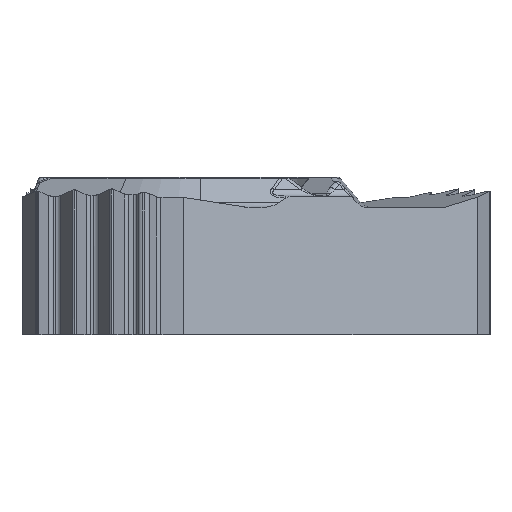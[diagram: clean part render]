
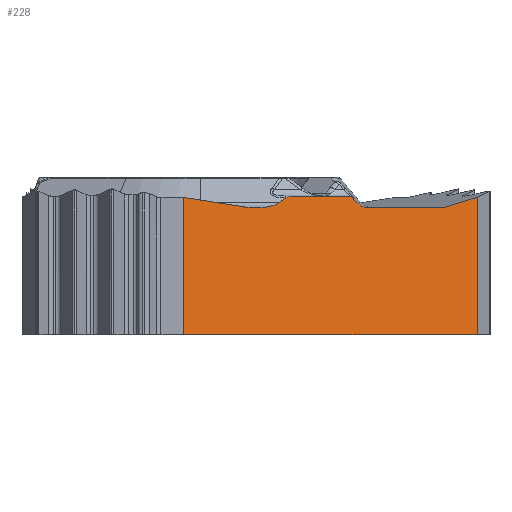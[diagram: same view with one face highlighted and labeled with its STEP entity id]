
A CAD part, front view. The second image highlights one B-rep face of the part: STEP entity #228.
In plain terms, the highlighted planar face has unit normal (0.5, -0.866, 0).
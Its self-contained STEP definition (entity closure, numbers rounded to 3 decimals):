
#228=ADVANCED_FACE('',(#566),#486,.F.);
#486=PLANE('',#4539);
#566=FACE_OUTER_BOUND('',#818,.T.);
#818=EDGE_LOOP('',(#1417,#1418,#1419,#1420,#1421,#1422,#1423,#1424,#1425,
#1426,#1427,#1428,#1429,#1430,#1431,#1432));
#1104=ELLIPSE('',#4534,0.489,0.415);
#1105=ELLIPSE('',#4535,0.177,0.15);
#1106=ELLIPSE('',#4536,0.3,0.15);
#1107=ELLIPSE('',#4537,0.83,0.415);
#1108=ELLIPSE('',#4538,0.83,0.415);
#1189=CIRCLE('',#4533,0.415);
#1417=ORIENTED_EDGE('',*,*,#3149,.T.);
#1418=ORIENTED_EDGE('',*,*,#3150,.F.);
#1419=ORIENTED_EDGE('',*,*,#3151,.T.);
#1420=ORIENTED_EDGE('',*,*,#3152,.T.);
#1421=ORIENTED_EDGE('',*,*,#3153,.F.);
#1422=ORIENTED_EDGE('',*,*,#3154,.T.);
#1423=ORIENTED_EDGE('',*,*,#3155,.F.);
#1424=ORIENTED_EDGE('',*,*,#3156,.F.);
#1425=ORIENTED_EDGE('',*,*,#3157,.T.);
#1426=ORIENTED_EDGE('',*,*,#3158,.F.);
#1427=ORIENTED_EDGE('',*,*,#3159,.F.);
#1428=ORIENTED_EDGE('',*,*,#3160,.T.);
#1429=ORIENTED_EDGE('',*,*,#3161,.F.);
#1430=ORIENTED_EDGE('',*,*,#3162,.T.);
#1431=ORIENTED_EDGE('',*,*,#3163,.T.);
#1432=ORIENTED_EDGE('',*,*,#3164,.F.);
#2737=VERTEX_POINT('',#6984);
#2738=VERTEX_POINT('',#6985);
#2739=VERTEX_POINT('',#6987);
#2740=VERTEX_POINT('',#6989);
#2741=VERTEX_POINT('',#6991);
#2742=VERTEX_POINT('',#6993);
#2743=VERTEX_POINT('',#6995);
#2744=VERTEX_POINT('',#6997);
#2745=VERTEX_POINT('',#6999);
#2746=VERTEX_POINT('',#7001);
#2747=VERTEX_POINT('',#7003);
#2748=VERTEX_POINT('',#7005);
#2749=VERTEX_POINT('',#7007);
#2750=VERTEX_POINT('',#7009);
#2751=VERTEX_POINT('',#7011);
#2752=VERTEX_POINT('',#7013);
#3149=EDGE_CURVE('',#2737,#2738,#3784,.T.);
#3150=EDGE_CURVE('',#2739,#2738,#3785,.T.);
#3151=EDGE_CURVE('',#2739,#2740,#3786,.T.);
#3152=EDGE_CURVE('',#2740,#2741,#1189,.T.);
#3153=EDGE_CURVE('',#2742,#2741,#3787,.T.);
#3154=EDGE_CURVE('',#2742,#2743,#1104,.T.);
#3155=EDGE_CURVE('',#2744,#2743,#3788,.T.);
#3156=EDGE_CURVE('',#2745,#2744,#1105,.T.);
#3157=EDGE_CURVE('',#2745,#2746,#3789,.T.);
#3158=EDGE_CURVE('',#2747,#2746,#1106,.T.);
#3159=EDGE_CURVE('',#2748,#2747,#3790,.T.);
#3160=EDGE_CURVE('',#2748,#2749,#1107,.T.);
#3161=EDGE_CURVE('',#2750,#2749,#3791,.T.);
#3162=EDGE_CURVE('',#2750,#2751,#1108,.T.);
#3163=EDGE_CURVE('',#2751,#2752,#3792,.T.);
#3164=EDGE_CURVE('',#2737,#2752,#3793,.T.);
#3784=LINE('',#6983,#4120);
#3785=LINE('',#6986,#4121);
#3786=LINE('',#6988,#4122);
#3787=LINE('',#6992,#4123);
#3788=LINE('',#6996,#4124);
#3789=LINE('',#7000,#4125);
#3790=LINE('',#7004,#4126);
#3791=LINE('',#7008,#4127);
#3792=LINE('',#7012,#4128);
#3793=LINE('',#7014,#4129);
#4120=VECTOR('',#5085,1.);
#4121=VECTOR('',#5086,1.);
#4122=VECTOR('',#5087,1.);
#4123=VECTOR('',#5090,1.);
#4124=VECTOR('',#5093,1.);
#4125=VECTOR('',#5096,1.);
#4126=VECTOR('',#5099,1.);
#4127=VECTOR('',#5102,1.);
#4128=VECTOR('',#5105,1.);
#4129=VECTOR('',#5106,1.);
#4533=AXIS2_PLACEMENT_3D('',#6990,#5088,#5089);
#4534=AXIS2_PLACEMENT_3D('',#6994,#5091,#5092);
#4535=AXIS2_PLACEMENT_3D('',#6998,#5094,#5095);
#4536=AXIS2_PLACEMENT_3D('',#7002,#5097,#5098);
#4537=AXIS2_PLACEMENT_3D('',#7006,#5100,#5101);
#4538=AXIS2_PLACEMENT_3D('',#7010,#5103,#5104);
#4539=AXIS2_PLACEMENT_3D('',#7015,#5107,#5108);
#5085=DIRECTION('',(0.866,0.5,0.));
#5086=DIRECTION('',(0.,0.,-1.));
#5087=DIRECTION('',(-0.837,-0.483,-0.259));
#5088=DIRECTION('',(-0.5,0.866,0.));
#5089=DIRECTION('',(-0.866,-0.5,0.));
#5090=DIRECTION('',(0.866,0.5,0.));
#5091=DIRECTION('',(-0.5,0.866,0.));
#5092=DIRECTION('',(-0.866,-0.5,0.));
#5093=DIRECTION('',(0.609,0.352,-0.711));
#5094=DIRECTION('',(-0.5,0.866,0.));
#5095=DIRECTION('',(0.866,0.5,0.));
#5096=DIRECTION('',(-0.866,-0.5,0.));
#5097=DIRECTION('',(-0.5,0.866,0.));
#5098=DIRECTION('',(-0.866,-0.5,0.));
#5099=DIRECTION('',(0.744,0.43,0.512));
#5100=DIRECTION('',(-0.5,0.866,0.));
#5101=DIRECTION('',(-0.866,-0.5,0.));
#5102=DIRECTION('',(0.866,0.5,0.));
#5103=DIRECTION('',(-0.5,0.866,0.));
#5104=DIRECTION('',(0.866,0.5,0.));
#5105=DIRECTION('',(-0.858,-0.496,0.133));
#5106=DIRECTION('',(0.,0.,1.));
#5107=DIRECTION('',(-0.5,0.866,0.));
#5108=DIRECTION('',(-0.866,-0.5,0.));
#6983=CARTESIAN_POINT('',(8.733,-0.457,-3.97));
#6984=CARTESIAN_POINT('',(-0.448,-5.758,-3.97));
#6985=CARTESIAN_POINT('',(7.394,-1.23,-3.97));
#6986=CARTESIAN_POINT('',(7.394,-1.23,0.));
#6987=CARTESIAN_POINT('',(7.394,-1.23,-0.298));
#6988=CARTESIAN_POINT('',(-3.145,-7.315,-3.559));
#6989=CARTESIAN_POINT('',(6.512,-1.74,-0.571));
#6990=CARTESIAN_POINT('',(6.419,-1.793,-0.17));
#6991=CARTESIAN_POINT('',(6.419,-1.793,-0.585));
#6992=CARTESIAN_POINT('',(-3.971,-7.792,-0.585));
#6993=CARTESIAN_POINT('',(4.499,-2.902,-0.585));
#6994=CARTESIAN_POINT('',(4.499,-2.902,-0.17));
#6995=CARTESIAN_POINT('',(4.174,-3.089,-0.437));
#6996=CARTESIAN_POINT('',(-0.044,-5.525,4.486));
#6997=CARTESIAN_POINT('',(4.077,-3.145,-0.324));
#6998=CARTESIAN_POINT('',(3.96,-3.213,-0.42));
#6999=CARTESIAN_POINT('',(3.96,-3.213,-0.27));
#7000=CARTESIAN_POINT('',(-3.971,-7.792,-0.27));
#7001=CARTESIAN_POINT('',(2.476,-4.07,-0.27));
#7002=CARTESIAN_POINT('',(2.476,-4.07,-0.42));
#7003=CARTESIAN_POINT('',(2.277,-4.185,-0.324));
#7004=CARTESIAN_POINT('',(7.165,-1.363,3.039));
#7005=CARTESIAN_POINT('',(2.113,-4.279,-0.437));
#7006=CARTESIAN_POINT('',(1.562,-4.597,-0.17));
#7007=CARTESIAN_POINT('',(1.562,-4.597,-0.585));
#7008=CARTESIAN_POINT('',(8.733,-0.457,-0.585));
#7009=CARTESIAN_POINT('',(1.45,-4.662,-0.585));
#7010=CARTESIAN_POINT('',(1.45,-4.662,-0.17));
#7011=CARTESIAN_POINT('',(1.264,-4.77,-0.571));
#7012=CARTESIAN_POINT('',(8.537,-0.571,-1.696));
#7013=CARTESIAN_POINT('',(-0.448,-5.758,-0.306));
#7014=CARTESIAN_POINT('',(-0.448,-5.758,0.));
#7015=CARTESIAN_POINT('',(8.733,-0.457,0.));
